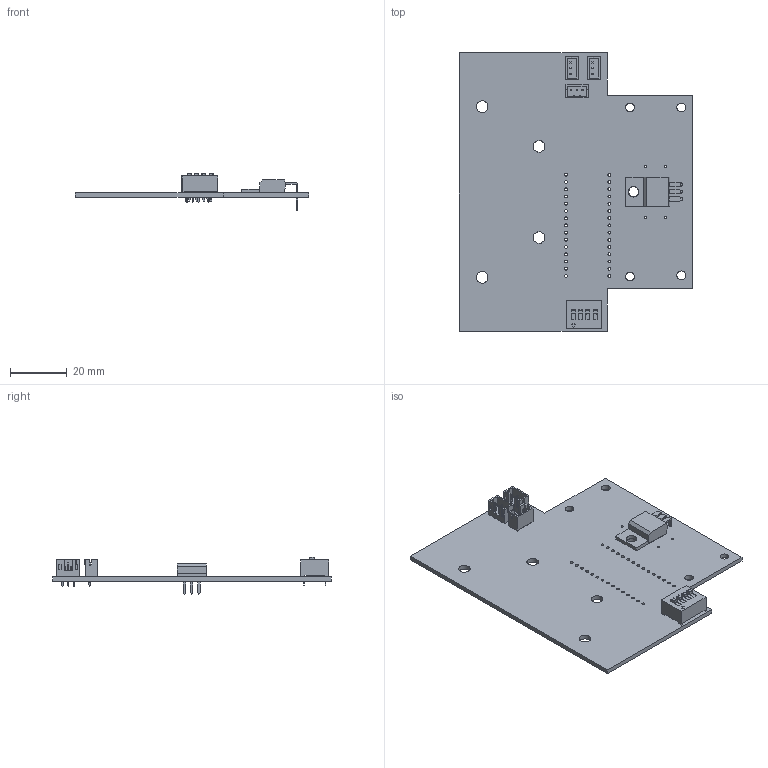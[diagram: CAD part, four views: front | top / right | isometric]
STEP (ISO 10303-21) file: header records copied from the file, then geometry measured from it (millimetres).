
FILE_DESCRIPTION(('KiCad electronic assembly'),'2;1');
FILE_NAME('CalkaBot_PCB.step','2024-06-01T00:54:11',('Pcbnew'),('Kicad') ,'Open CASCADE STEP processor 7.7','KiCad to STEP converter','Unknown' );
FILE_SCHEMA(('AUTOMOTIVE_DESIGN { 1 0 10303 214 1 1 1 1 }'));
Length unit declared in the file: millimetre
Products named in the file (8): CalkaBot_PCB 1; TO-220-3_Horizontal_TabDown; SW_DIP_SPSTx04_Slide_9.78x12.34mm_W7.62mm_P2.54mm; SW_DIP_SPSTx04_Slide_978x1234mm_W762mm_P254mm; JST_PH_B3B-PH-K_1x03_P2.00mm_Vertical; JST_B3B_PH_K; _autosave-CalkaBot_PCB_PCB
Assembly tree (9 placements, depth 3):
  CalkaBot_PCB 1
    TO-220-3_Horizontal_TabDown
      TO-220-3_Horizontal_TabDown
    SW_DIP_SPSTx04_Slide_9.78x12.34mm_W7.62mm_P2.54mm
      SW_DIP_SPSTx04_Slide_978x1234mm_W762mm_P254mm
    JST_PH_B3B-PH-K_1x03_P2.00mm_Vertical  x3
      JST_B3B_PH_K
    _autosave-CalkaBot_PCB_PCB
Bounding box: 82 x 98 x 13.08 mm (x, y, z)
Volume: 12685.7 mm3; surface area: 17161.9 mm2
Topology: 6 solids, 6 shells, 651 faces, 1752 edges, 1141 vertices
Faces by surface type: plane 570, cylinder 81
Full cylindrical faces by diameter (mm): 0.75 x9, 0.762 x4, 0.8 x8, 1 x30, 1.1 x3, 3.1 x4, 3.5 x1, 3.735 x1, 4.1 x4
Entity records: 15396 total; most frequent: CARTESIAN_POINT 2236, ORIENTED_EDGE 2200, DIRECTION 2092, EDGE_CURVE 1100, LINE 946, VECTOR 946, VERTEX_POINT 717, AXIS2_PLACEMENT_3D 573
